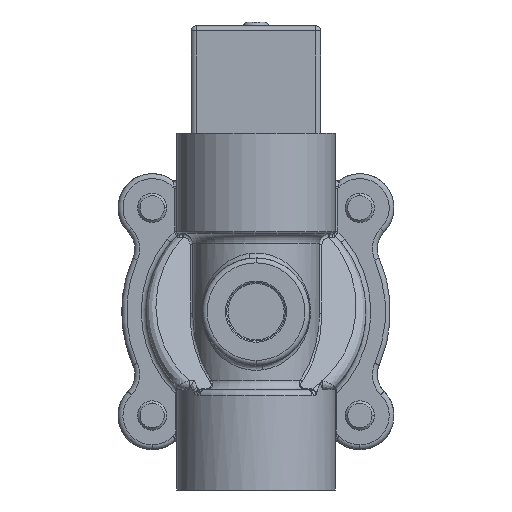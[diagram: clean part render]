
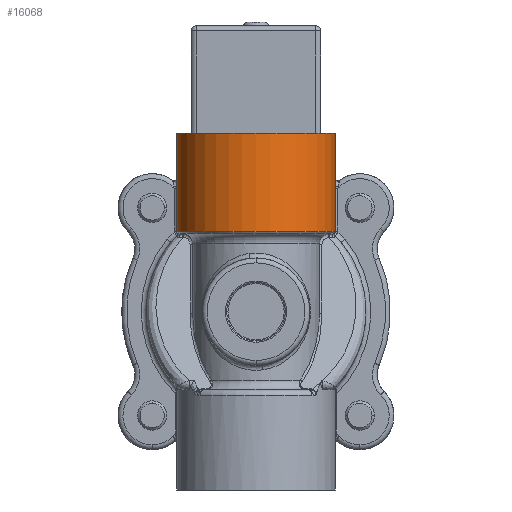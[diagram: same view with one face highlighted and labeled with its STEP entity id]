
A CAD part, front view. The second image highlights one B-rep face of the part: STEP entity #16068.
In plain terms, the highlighted cylindrical face has radius 16.25 mm (diameter 32.5 mm), a partial arc.
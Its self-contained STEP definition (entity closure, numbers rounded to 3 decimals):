
#51 = CARTESIAN_POINT ( 'NONE',  ( -16.25, 0., 36.5 ) ) ;
#133 = CIRCLE ( 'NONE', #4653, 16.25 ) ;
#294 = FACE_OUTER_BOUND ( 'NONE', #17035, .T. ) ;
#360 = DIRECTION ( 'NONE',  ( 0., 0., -1. ) ) ;
#563 = DIRECTION ( 'NONE',  ( 0., 0., 1. ) ) ;
#1180 = ORIENTED_EDGE ( 'NONE', *, *, #8929, .F. ) ;
#1904 = ORIENTED_EDGE ( 'NONE', *, *, #9927, .T. ) ;
#2029 = CARTESIAN_POINT ( 'NONE',  ( 0., 0., 36.5 ) ) ;
#2594 = VERTEX_POINT ( 'NONE', #9873 ) ;
#3030 = DIRECTION ( 'NONE',  ( 0., 0., 1. ) ) ;
#3449 = CARTESIAN_POINT ( 'NONE',  ( -16.25, 0., 36.5 ) ) ;
#3896 = VERTEX_POINT ( 'NONE', #9251 ) ;
#4653 = AXIS2_PLACEMENT_3D ( 'NONE', #11590, #3030, #13082 ) ;
#5187 = CIRCLE ( 'NONE', #10093, 16.25 ) ;
#5589 = VERTEX_POINT ( 'NONE', #17719 ) ;
#6489 = VERTEX_POINT ( 'NONE', #51 ) ;
#6692 = ORIENTED_EDGE ( 'NONE', *, *, #14277, .F. ) ;
#7242 = AXIS2_PLACEMENT_3D ( 'NONE', #2029, #13721, #12195 ) ;
#7554 = CARTESIAN_POINT ( 'NONE',  ( 16.25, 0., 36.5 ) ) ;
#8929 = EDGE_CURVE ( 'NONE', #5589, #3896, #17638, .T. ) ;
#9194 = CARTESIAN_POINT ( 'NONE',  ( 0., 0., 36.5 ) ) ;
#9251 = CARTESIAN_POINT ( 'NONE',  ( 16.25, 0., 16.5 ) ) ;
#9843 = VECTOR ( 'NONE', #360, 1000. ) ;
#9873 = CARTESIAN_POINT ( 'NONE',  ( -16.25, 0., 16.5 ) ) ;
#9927 = EDGE_CURVE ( 'NONE', #2594, #3896, #133, .T. ) ;
#10093 = AXIS2_PLACEMENT_3D ( 'NONE', #9194, #563, #10637 ) ;
#10102 = EDGE_CURVE ( 'NONE', #6489, #2594, #16216, .T. ) ;
#10637 = DIRECTION ( 'NONE',  ( 1., 0., 0. ) ) ;
#11330 = CYLINDRICAL_SURFACE ( 'NONE', #7242, 16.25 ) ;
#11590 = CARTESIAN_POINT ( 'NONE',  ( 0., 0., 16.5 ) ) ;
#12195 = DIRECTION ( 'NONE',  ( -1., 0., 0. ) ) ;
#12292 = VECTOR ( 'NONE', #13534, 1000. ) ;
#13082 = DIRECTION ( 'NONE',  ( 1., 0., 0. ) ) ;
#13534 = DIRECTION ( 'NONE',  ( 0., 0., -1. ) ) ;
#13721 = DIRECTION ( 'NONE',  ( 0., 0., -1. ) ) ;
#14277 = EDGE_CURVE ( 'NONE', #6489, #5589, #5187, .T. ) ;
#16068 = ADVANCED_FACE ( 'NONE', ( #294 ), #11330, .T. ) ;
#16216 = LINE ( 'NONE', #3449, #12292 ) ;
#17035 = EDGE_LOOP ( 'NONE', ( #18212, #1904, #1180, #6692 ) ) ;
#17638 = LINE ( 'NONE', #7554, #9843 ) ;
#17719 = CARTESIAN_POINT ( 'NONE',  ( 16.25, 0., 36.5 ) ) ;
#18212 = ORIENTED_EDGE ( 'NONE', *, *, #10102, .T. ) ;
